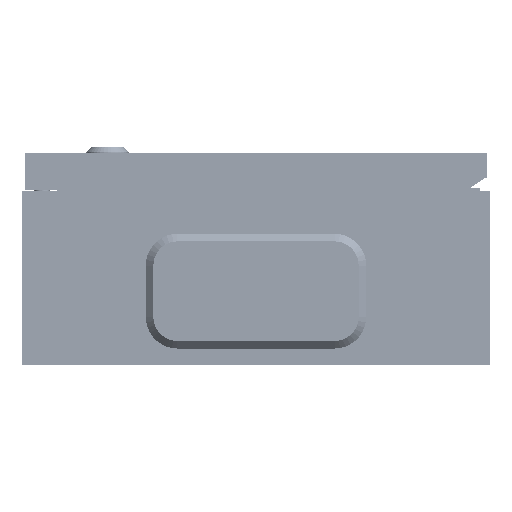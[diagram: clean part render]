
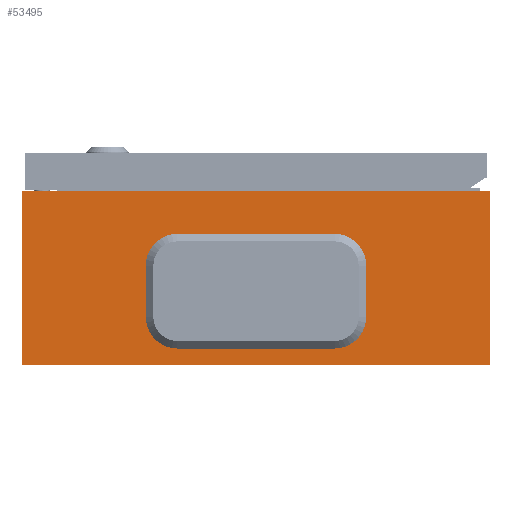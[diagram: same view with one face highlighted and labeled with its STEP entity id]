
A CAD part, front view. The second image highlights one B-rep face of the part: STEP entity #53495.
In plain terms, the highlighted planar face has unit normal (0, -1, 0).
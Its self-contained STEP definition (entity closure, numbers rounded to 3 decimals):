
#1084 = ORIENTED_EDGE ( 'NONE', *, *, #306337, .F. ) ;
#1223 = VERTEX_POINT ( 'NONE', #131040 ) ;
#6000 = CARTESIAN_POINT ( 'NONE',  ( -187.346, -232.209, 388.431 ) ) ;
#7899 = VERTEX_POINT ( 'NONE', #137215 ) ;
#9975 = FACE_OUTER_BOUND ( 'NONE', #135053, .T. ) ;
#11958 = LINE ( 'NONE', #257850, #61043 ) ;
#24264 = LINE ( 'NONE', #114778, #74370 ) ;
#25428 = ORIENTED_EDGE ( 'NONE', *, *, #148471, .F. ) ;
#27816 = DIRECTION ( 'NONE',  ( -1., 0., 0. ) ) ;
#30884 = VERTEX_POINT ( 'NONE', #196830 ) ;
#35562 = EDGE_LOOP ( 'NONE', ( #79106, #117839, #263933, #25428, #182523, #53336, #338733, #204645 ) ) ;
#48307 = CIRCLE ( 'NONE', #122075, 18. ) ;
#51549 = LINE ( 'NONE', #111250, #317795 ) ;
#53336 = ORIENTED_EDGE ( 'NONE', *, *, #321135, .F. ) ;
#53495 = ADVANCED_FACE ( 'NONE', ( #9975, #100533 ), #217894, .T. ) ;
#53934 = ORIENTED_EDGE ( 'NONE', *, *, #124639, .T. ) ;
#61043 = VECTOR ( 'NONE', #160283, 1000. ) ;
#62317 = DIRECTION ( 'NONE',  ( 1., 0., 0. ) ) ;
#69032 = VECTOR ( 'NONE', #27816, 1000. ) ;
#74370 = VECTOR ( 'NONE', #138017, 1000. ) ;
#79106 = ORIENTED_EDGE ( 'NONE', *, *, #155398, .F. ) ;
#81424 = VERTEX_POINT ( 'NONE', #223260 ) ;
#85529 = CARTESIAN_POINT ( 'NONE',  ( -83.846, -232.209, 356.931 ) ) ;
#91134 = LINE ( 'NONE', #208587, #199673 ) ;
#92356 = VERTEX_POINT ( 'NONE', #193793 ) ;
#92932 = CARTESIAN_POINT ( 'NONE',  ( 19.154, -232.209, 338.931 ) ) ;
#98110 = EDGE_CURVE ( 'NONE', #335369, #81424, #244950, .T. ) ;
#100533 = FACE_BOUND ( 'NONE', #35562, .T. ) ;
#108026 = DIRECTION ( 'NONE',  ( 0., -1., 0. ) ) ;
#111250 = CARTESIAN_POINT ( 'NONE',  ( -32.346, -232.209, 273.431 ) ) ;
#114778 = CARTESIAN_POINT ( 'NONE',  ( -101.846, -232.209, 338.931 ) ) ;
#114985 = CARTESIAN_POINT ( 'NONE',  ( 122.654, -232.209, 273.431 ) ) ;
#117839 = ORIENTED_EDGE ( 'NONE', *, *, #370188, .F. ) ;
#121717 = ORIENTED_EDGE ( 'NONE', *, *, #159760, .T. ) ;
#122075 = AXIS2_PLACEMENT_3D ( 'NONE', #314017, #108026, #190855 ) ;
#124639 = EDGE_CURVE ( 'NONE', #302841, #1223, #378644, .T. ) ;
#126694 = CIRCLE ( 'NONE', #200428, 18. ) ;
#131040 = CARTESIAN_POINT ( 'NONE',  ( -187.346, -232.209, 273.431 ) ) ;
#134320 = AXIS2_PLACEMENT_3D ( 'NONE', #229821, #168294, #341627 ) ;
#135053 = EDGE_LOOP ( 'NONE', ( #271540, #53934, #121717, #1084 ) ) ;
#137215 = CARTESIAN_POINT ( 'NONE',  ( -101.846, -232.209, 305.431 ) ) ;
#138017 = DIRECTION ( 'NONE',  ( 0., 0., -1. ) ) ;
#139960 = AXIS2_PLACEMENT_3D ( 'NONE', #349408, #233739, #62317 ) ;
#148471 = EDGE_CURVE ( 'NONE', #81424, #7899, #24264, .T. ) ;
#151104 = CARTESIAN_POINT ( 'NONE',  ( -2487.346, -232.209, 388.431 ) ) ;
#151890 = CARTESIAN_POINT ( 'NONE',  ( -83.846, -232.209, 356.931 ) ) ;
#155398 = EDGE_CURVE ( 'NONE', #30884, #268157, #305840, .T. ) ;
#159760 = EDGE_CURVE ( 'NONE', #1223, #264296, #51549, .T. ) ;
#160283 = DIRECTION ( 'NONE',  ( 1., 0., 0. ) ) ;
#162966 = CARTESIAN_POINT ( 'NONE',  ( 122.654, -232.209, 388.431 ) ) ;
#168294 = DIRECTION ( 'NONE',  ( 0., -1., 0. ) ) ;
#171714 = VERTEX_POINT ( 'NONE', #220155 ) ;
#172928 = EDGE_CURVE ( 'NONE', #7899, #92356, #48307, .T. ) ;
#175905 = DIRECTION ( 'NONE',  ( 0., -1., 0. ) ) ;
#180004 = LINE ( 'NONE', #151104, #249554 ) ;
#182366 = EDGE_CURVE ( 'NONE', #268157, #187738, #91134, .T. ) ;
#182523 = ORIENTED_EDGE ( 'NONE', *, *, #98110, .F. ) ;
#187738 = VERTEX_POINT ( 'NONE', #202611 ) ;
#190855 = DIRECTION ( 'NONE',  ( 1., 0., 0. ) ) ;
#193793 = CARTESIAN_POINT ( 'NONE',  ( -83.846, -232.209, 287.431 ) ) ;
#195354 = VECTOR ( 'NONE', #226687, 1000. ) ;
#196830 = CARTESIAN_POINT ( 'NONE',  ( 19.154, -232.209, 287.431 ) ) ;
#199673 = VECTOR ( 'NONE', #237469, 1000. ) ;
#200428 = AXIS2_PLACEMENT_3D ( 'NONE', #92932, #175905, #327944 ) ;
#202611 = CARTESIAN_POINT ( 'NONE',  ( 37.154, -232.209, 338.931 ) ) ;
#204645 = ORIENTED_EDGE ( 'NONE', *, *, #182366, .F. ) ;
#208587 = CARTESIAN_POINT ( 'NONE',  ( 37.154, -232.209, 338.931 ) ) ;
#217894 = PLANE ( 'NONE',  #319635 ) ;
#220155 = CARTESIAN_POINT ( 'NONE',  ( 19.154, -232.209, 356.931 ) ) ;
#223260 = CARTESIAN_POINT ( 'NONE',  ( -101.846, -232.209, 338.931 ) ) ;
#226687 = DIRECTION ( 'NONE',  ( 0., 0., -1. ) ) ;
#229821 = CARTESIAN_POINT ( 'NONE',  ( -83.846, -232.209, 338.931 ) ) ;
#233739 = DIRECTION ( 'NONE',  ( 0., -1., 0. ) ) ;
#237469 = DIRECTION ( 'NONE',  ( 0., 0., 1. ) ) ;
#238810 = VECTOR ( 'NONE', #351564, 1000. ) ;
#244950 = CIRCLE ( 'NONE', #134320, 18. ) ;
#249554 = VECTOR ( 'NONE', #268439, 1000. ) ;
#257850 = CARTESIAN_POINT ( 'NONE',  ( -83.846, -232.209, 287.431 ) ) ;
#259046 = CARTESIAN_POINT ( 'NONE',  ( 37.154, -232.209, 305.431 ) ) ;
#263933 = ORIENTED_EDGE ( 'NONE', *, *, #172928, .F. ) ;
#264296 = VERTEX_POINT ( 'NONE', #369369 ) ;
#268157 = VERTEX_POINT ( 'NONE', #259046 ) ;
#268439 = DIRECTION ( 'NONE',  ( -1., 0., 0. ) ) ;
#271540 = ORIENTED_EDGE ( 'NONE', *, *, #367197, .T. ) ;
#279412 = DIRECTION ( 'NONE',  ( 0., 0., -1. ) ) ;
#302841 = VERTEX_POINT ( 'NONE', #6000 ) ;
#305840 = CIRCLE ( 'NONE', #139960, 18. ) ;
#306337 = EDGE_CURVE ( 'NONE', #309572, #264296, #315276, .T. ) ;
#309572 = VERTEX_POINT ( 'NONE', #162966 ) ;
#314017 = CARTESIAN_POINT ( 'NONE',  ( -83.846, -232.209, 305.431 ) ) ;
#315276 = LINE ( 'NONE', #114985, #195354 ) ;
#317795 = VECTOR ( 'NONE', #350017, 1000. ) ;
#319635 = AXIS2_PLACEMENT_3D ( 'NONE', #343031, #337292, #279412 ) ;
#321135 = EDGE_CURVE ( 'NONE', #171714, #335369, #349431, .T. ) ;
#327944 = DIRECTION ( 'NONE',  ( 1., 0., 0. ) ) ;
#328406 = CARTESIAN_POINT ( 'NONE',  ( -187.346, -232.209, 273.431 ) ) ;
#335369 = VERTEX_POINT ( 'NONE', #151890 ) ;
#337292 = DIRECTION ( 'NONE',  ( 0., -1., 0. ) ) ;
#338733 = ORIENTED_EDGE ( 'NONE', *, *, #345974, .F. ) ;
#341627 = DIRECTION ( 'NONE',  ( -1., 0., 0. ) ) ;
#343031 = CARTESIAN_POINT ( 'NONE',  ( -2487.346, -232.209, 386.631 ) ) ;
#345974 = EDGE_CURVE ( 'NONE', #187738, #171714, #126694, .T. ) ;
#349408 = CARTESIAN_POINT ( 'NONE',  ( 19.154, -232.209, 305.431 ) ) ;
#349431 = LINE ( 'NONE', #85529, #69032 ) ;
#350017 = DIRECTION ( 'NONE',  ( 1., 0., 0. ) ) ;
#351564 = DIRECTION ( 'NONE',  ( 0., 0., -1. ) ) ;
#367197 = EDGE_CURVE ( 'NONE', #309572, #302841, #180004, .T. ) ;
#369369 = CARTESIAN_POINT ( 'NONE',  ( 122.654, -232.209, 273.431 ) ) ;
#370188 = EDGE_CURVE ( 'NONE', #92356, #30884, #11958, .T. ) ;
#378644 = LINE ( 'NONE', #328406, #238810 ) ;
